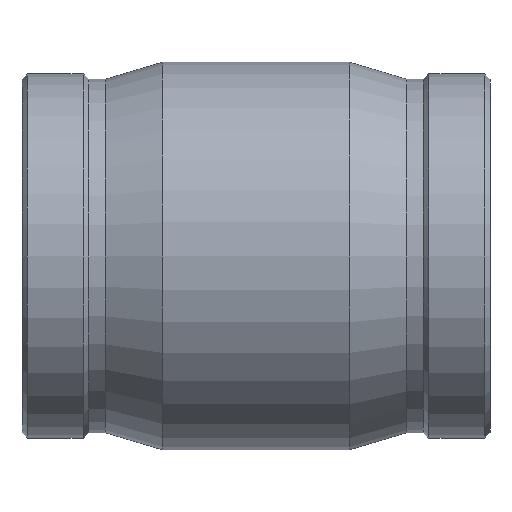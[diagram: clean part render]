
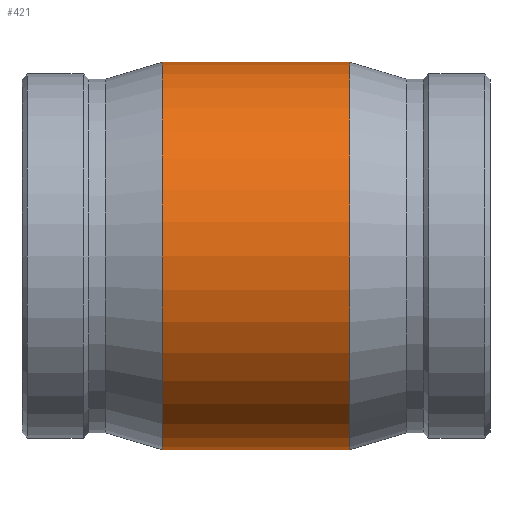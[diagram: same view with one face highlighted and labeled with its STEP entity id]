
A CAD part, front view. The second image highlights one B-rep face of the part: STEP entity #421.
In plain terms, the highlighted cylindrical face has radius 67.5 mm (diameter 135 mm), a full revolution.
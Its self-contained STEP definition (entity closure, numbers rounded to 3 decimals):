
#52=FACE_BOUND('',#163,.T.);
#76=CYLINDRICAL_SURFACE('',#481,67.5);
#105=FACE_OUTER_BOUND('',#162,.T.);
#162=EDGE_LOOP('',(#352));
#163=EDGE_LOOP('',(#353));
#214=CIRCLE('',#480,67.5);
#215=CIRCLE('',#482,67.5);
#252=VERTEX_POINT('',#814);
#253=VERTEX_POINT('',#817);
#292=EDGE_CURVE('',#252,#252,#214,.T.);
#293=EDGE_CURVE('',#253,#253,#215,.T.);
#352=ORIENTED_EDGE('',*,*,#292,.T.);
#353=ORIENTED_EDGE('',*,*,#293,.F.);
#421=ADVANCED_FACE('',(#105,#52),#76,.T.);
#480=AXIS2_PLACEMENT_3D('',#815,#595,#596);
#481=AXIS2_PLACEMENT_3D('',#816,#597,#598);
#482=AXIS2_PLACEMENT_3D('',#818,#599,#600);
#595=DIRECTION('center_axis',(1.,0.,0.));
#596=DIRECTION('ref_axis',(0.,0.,-1.));
#597=DIRECTION('center_axis',(1.,0.,0.));
#598=DIRECTION('ref_axis',(0.,1.,0.));
#599=DIRECTION('center_axis',(1.,0.,0.));
#600=DIRECTION('ref_axis',(0.,0.,-1.));
#814=CARTESIAN_POINT('',(-32.6,67.5,0.));
#815=CARTESIAN_POINT('Origin',(-32.6,0.,0.));
#816=CARTESIAN_POINT('Origin',(0.,0.,0.));
#817=CARTESIAN_POINT('',(32.6,67.5,0.));
#818=CARTESIAN_POINT('Origin',(32.6,0.,0.));
